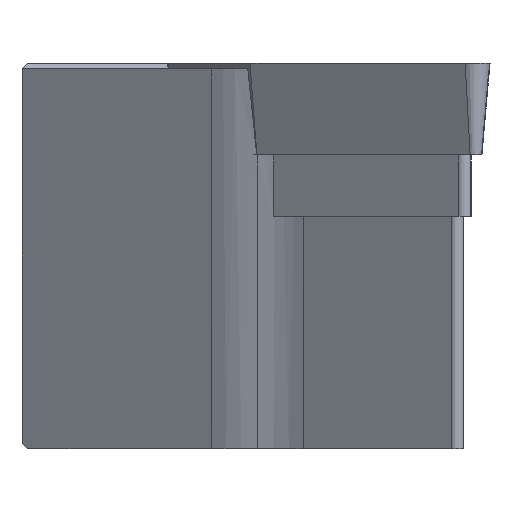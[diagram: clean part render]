
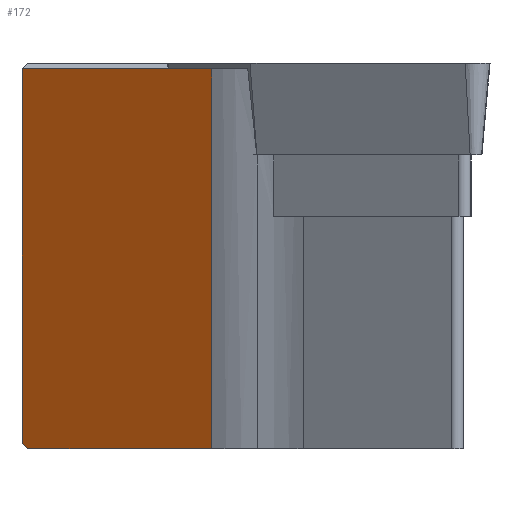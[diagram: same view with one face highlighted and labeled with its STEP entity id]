
A CAD part, left-side view. The second image highlights one B-rep face of the part: STEP entity #172.
In plain terms, the highlighted planar face has unit normal (-0.793, 0.609, 0).
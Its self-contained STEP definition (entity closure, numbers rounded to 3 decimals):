
#172=ADVANCED_FACE('',(#252),#209,.F.);
#209=PLANE('',#919);
#252=FACE_OUTER_BOUND('',#297,.T.);
#297=EDGE_LOOP('',(#475,#476,#477,#478,#479));
#475=ORIENTED_EDGE('',*,*,#668,.F.);
#476=ORIENTED_EDGE('',*,*,#640,.F.);
#477=ORIENTED_EDGE('',*,*,#643,.F.);
#478=ORIENTED_EDGE('',*,*,#637,.T.);
#479=ORIENTED_EDGE('',*,*,#629,.F.);
#554=VERTEX_POINT('',#1239);
#555=VERTEX_POINT('',#1241);
#558=VERTEX_POINT('',#1255);
#559=VERTEX_POINT('',#1259);
#561=VERTEX_POINT('',#1262);
#629=EDGE_CURVE('',#554,#555,#723,.T.);
#637=EDGE_CURVE('',#558,#555,#726,.T.);
#640=EDGE_CURVE('',#559,#561,#728,.T.);
#643=EDGE_CURVE('',#558,#559,#731,.T.);
#668=EDGE_CURVE('',#561,#554,#753,.T.);
#723=LINE('',#1240,#804);
#726=LINE('',#1254,#807);
#728=LINE('',#1261,#809);
#731=LINE('',#1267,#812);
#753=LINE('',#1315,#834);
#804=VECTOR('',#1006,1.);
#807=VECTOR('',#1025,1.);
#809=VECTOR('',#1031,1.);
#812=VECTOR('',#1036,1.);
#834=VECTOR('',#1078,1.);
#919=AXIS2_PLACEMENT_3D('',#1340,#1116,#1117);
#1006=DIRECTION('',(-0.609,-0.793,0.));
#1025=DIRECTION('',(0.,0.,1.));
#1031=DIRECTION('',(0.477,0.622,0.622));
#1036=DIRECTION('',(0.609,0.793,0.));
#1078=DIRECTION('',(0.,0.,1.));
#1116=DIRECTION('',(0.793,-0.609,0.));
#1117=DIRECTION('',(0.609,0.793,0.));
#1239=CARTESIAN_POINT('',(19.183,0.,-0.3));
#1240=CARTESIAN_POINT('',(11.632,-9.841,-0.3));
#1241=CARTESIAN_POINT('',(11.632,-9.841,-0.3));
#1254=CARTESIAN_POINT('',(11.632,-9.841,-40.));
#1255=CARTESIAN_POINT('',(11.632,-9.841,-20.));
#1259=CARTESIAN_POINT('',(18.953,-0.3,-20.));
#1261=CARTESIAN_POINT('',(8.532,-13.881,-33.581));
#1262=CARTESIAN_POINT('',(19.183,0.,-19.7));
#1267=CARTESIAN_POINT('',(11.632,-9.841,-20.));
#1315=CARTESIAN_POINT('',(19.183,0.,-40.));
#1340=CARTESIAN_POINT('',(11.632,-9.841,-40.));
